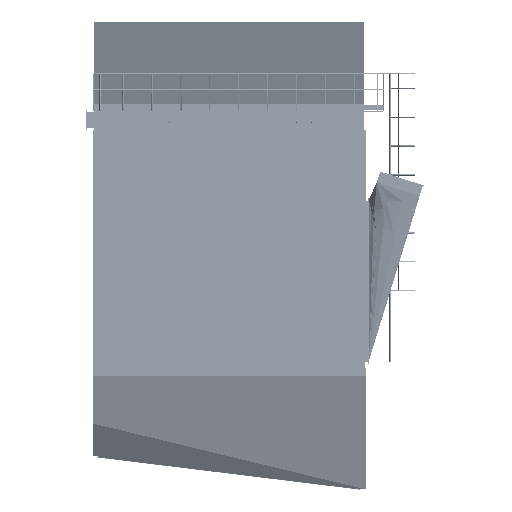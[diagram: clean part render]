
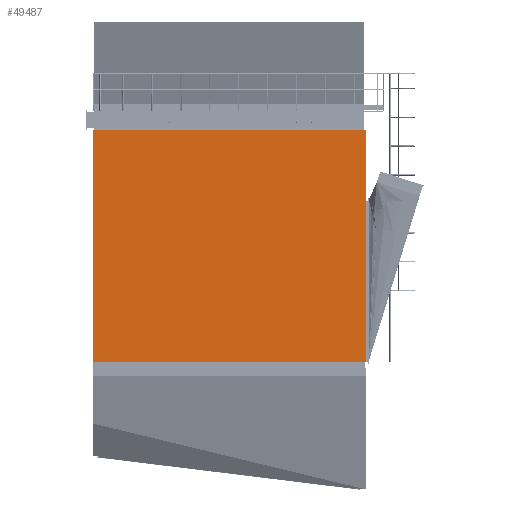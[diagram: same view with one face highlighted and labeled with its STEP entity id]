
A CAD part, left-side view. The second image highlights one B-rep face of the part: STEP entity #49487.
In plain terms, the highlighted planar face has unit normal (-1, 0, 0).
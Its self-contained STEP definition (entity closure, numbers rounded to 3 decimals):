
#8118=FACE_OUTER_BOUND('',#12322,.T.);
#12322=EDGE_LOOP('',(#41035,#41036,#41037,#41038));
#18175=LINE('',#79804,#22101);
#18183=LINE('',#79817,#22109);
#18190=LINE('',#79832,#22116);
#18191=LINE('',#79833,#22117);
#22101=VECTOR('',#64040,8492.);
#22109=VECTOR('',#64050,7200.);
#22116=VECTOR('',#64067,8492.);
#22117=VECTOR('',#64068,7200.);
#25509=VERTEX_POINT('',#79801);
#25510=VERTEX_POINT('',#79803);
#25514=VERTEX_POINT('',#79815);
#25517=VERTEX_POINT('',#79831);
#31065=EDGE_CURVE('',#25509,#25510,#18175,.T.);
#31073=EDGE_CURVE('',#25509,#25514,#18183,.T.);
#31080=EDGE_CURVE('',#25517,#25514,#18190,.T.);
#31081=EDGE_CURVE('',#25510,#25517,#18191,.T.);
#41035=ORIENTED_EDGE('',*,*,#31065,.F.);
#41036=ORIENTED_EDGE('',*,*,#31073,.T.);
#41037=ORIENTED_EDGE('',*,*,#31080,.F.);
#41038=ORIENTED_EDGE('',*,*,#31081,.F.);
#47386=PLANE('',#53664);
#49487=ADVANCED_FACE('',(#8118),#47386,.T.);
#53664=AXIS2_PLACEMENT_3D('',#79830,#64065,#64066);
#64040=DIRECTION('',(0.,1.,0.));
#64050=DIRECTION('',(0.,0.,1.));
#64065=DIRECTION('center_axis',(-1.,0.,0.));
#64066=DIRECTION('ref_axis',(0.,-1.,0.));
#64067=DIRECTION('',(0.,-1.,0.));
#64068=DIRECTION('',(0.,0.,1.));
#79801=CARTESIAN_POINT('',(-2566.,-4246.,0.));
#79803=CARTESIAN_POINT('',(-2566.,4246.,0.));
#79804=CARTESIAN_POINT('',(-2566.,-4246.,0.));
#79815=CARTESIAN_POINT('',(-2566.,-4246.,7200.));
#79817=CARTESIAN_POINT('',(-2566.,-4246.,0.));
#79830=CARTESIAN_POINT('Origin',(-2566.,4246.,0.));
#79831=CARTESIAN_POINT('',(-2566.,4246.,7200.));
#79832=CARTESIAN_POINT('',(-2566.,-4246.,7200.));
#79833=CARTESIAN_POINT('',(-2566.,4246.,0.));
